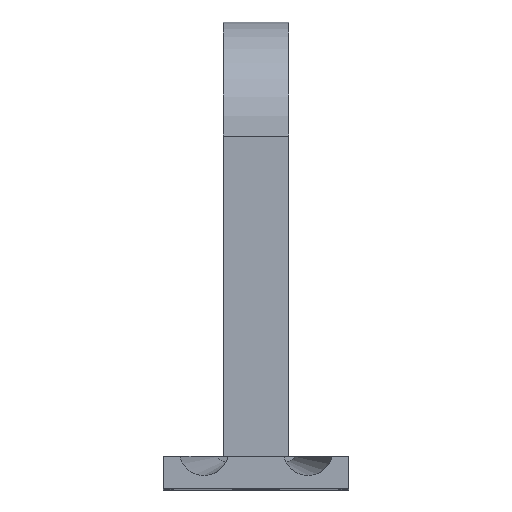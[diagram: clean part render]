
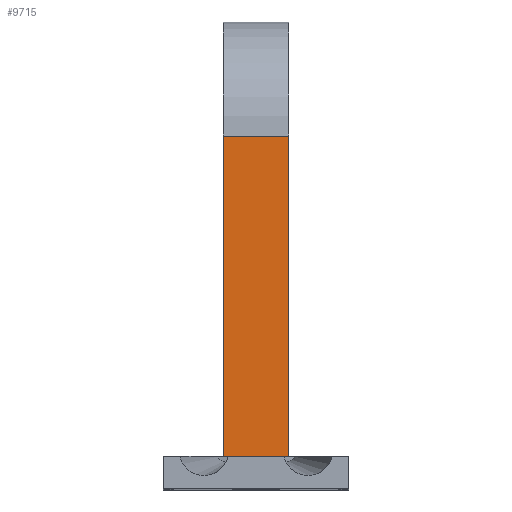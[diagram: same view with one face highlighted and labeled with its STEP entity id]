
A CAD part, top view. The second image highlights one B-rep face of the part: STEP entity #9715.
In plain terms, the highlighted planar face has unit normal (0, 0, 1).
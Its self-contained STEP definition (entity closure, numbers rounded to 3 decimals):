
#408 = DIRECTION ( 'NONE',  ( -1., 0., 0. ) ) ;
#691 = LINE ( 'NONE', #6861, #8214 ) ;
#733 = VERTEX_POINT ( 'NONE', #10585 ) ;
#771 = CARTESIAN_POINT ( 'NONE',  ( 6., 65., -34. ) ) ;
#1388 = ORIENTED_EDGE ( 'NONE', *, *, #2355, .F. ) ;
#1561 = DIRECTION ( 'NONE',  ( 0., -1., 0. ) ) ;
#1789 = CARTESIAN_POINT ( 'NONE',  ( -6., 65., -34. ) ) ;
#2270 = ORIENTED_EDGE ( 'NONE', *, *, #3123, .T. ) ;
#2355 = EDGE_CURVE ( 'NONE', #733, #10194, #691, .T. ) ;
#2368 = VERTEX_POINT ( 'NONE', #1789 ) ;
#2615 = LINE ( 'NONE', #6533, #10808 ) ;
#2956 = ORIENTED_EDGE ( 'NONE', *, *, #2972, .F. ) ;
#2972 = EDGE_CURVE ( 'NONE', #8515, #733, #2615, .T. ) ;
#3108 = LINE ( 'NONE', #5981, #8031 ) ;
#3123 = EDGE_CURVE ( 'NONE', #8515, #2368, #5759, .T. ) ;
#3698 = VECTOR ( 'NONE', #408, 1000. ) ;
#3894 = CARTESIAN_POINT ( 'NONE',  ( 6., 65., -34. ) ) ;
#4286 = DIRECTION ( 'NONE',  ( 1., 0., 0. ) ) ;
#5412 = FACE_OUTER_BOUND ( 'NONE', #8112, .T. ) ;
#5743 = CARTESIAN_POINT ( 'NONE',  ( -6., 6., -34. ) ) ;
#5759 = LINE ( 'NONE', #3894, #3698 ) ;
#5981 = CARTESIAN_POINT ( 'NONE',  ( -6., 65., -34. ) ) ;
#6533 = CARTESIAN_POINT ( 'NONE',  ( 6., 65., -34. ) ) ;
#6861 = CARTESIAN_POINT ( 'NONE',  ( -772.25, 6., -34. ) ) ;
#6913 = DIRECTION ( 'NONE',  ( 0., 0., 1. ) ) ;
#8031 = VECTOR ( 'NONE', #1561, 1000. ) ;
#8112 = EDGE_LOOP ( 'NONE', ( #1388, #2956, #2270, #10029 ) ) ;
#8214 = VECTOR ( 'NONE', #8688, 1000. ) ;
#8515 = VERTEX_POINT ( 'NONE', #10917 ) ;
#8688 = DIRECTION ( 'NONE',  ( -1., 0., 0. ) ) ;
#9024 = DIRECTION ( 'NONE',  ( 0., -1., 0. ) ) ;
#9715 = ADVANCED_FACE ( 'NONE', ( #5412 ), #11268, .T. ) ;
#10029 = ORIENTED_EDGE ( 'NONE', *, *, #10964, .T. ) ;
#10194 = VERTEX_POINT ( 'NONE', #5743 ) ;
#10585 = CARTESIAN_POINT ( 'NONE',  ( 6., 6., -34. ) ) ;
#10800 = AXIS2_PLACEMENT_3D ( 'NONE', #771, #6913, #4286 ) ;
#10808 = VECTOR ( 'NONE', #9024, 1000. ) ;
#10917 = CARTESIAN_POINT ( 'NONE',  ( 6., 65., -34. ) ) ;
#10964 = EDGE_CURVE ( 'NONE', #2368, #10194, #3108, .T. ) ;
#11268 = PLANE ( 'NONE',  #10800 ) ;
